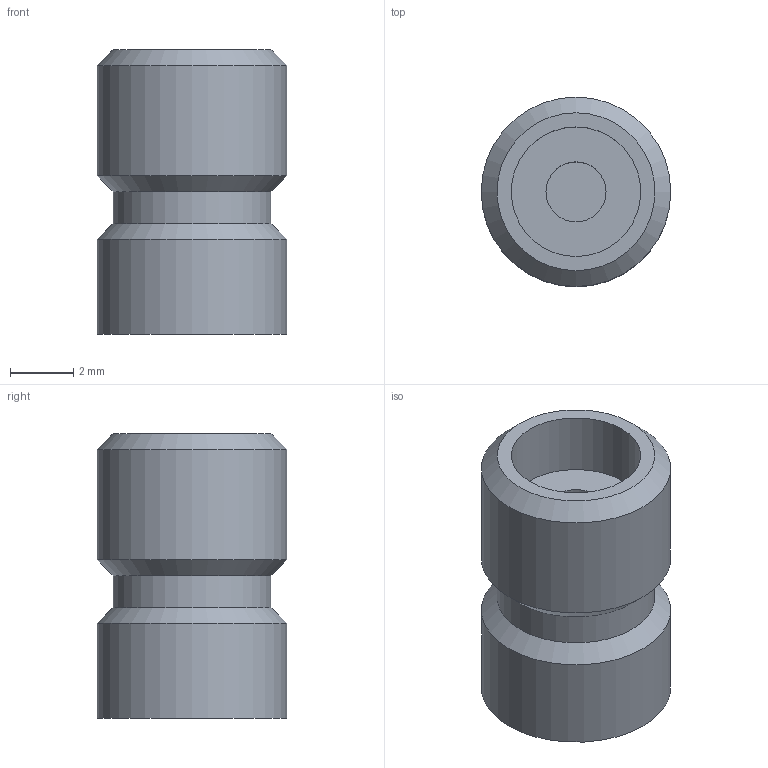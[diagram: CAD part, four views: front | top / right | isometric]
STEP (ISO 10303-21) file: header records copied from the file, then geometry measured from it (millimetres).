
FILE_DESCRIPTION(/* description */ (''),/* implementation_level */ '2;1');
FILE_NAME(/* name */ '',/* time_stamp */ '2025-07-17T22:16:21+09:00',/* author */ (''),/* organization */ (''),/* preprocessor_version */ 'ST-DEVELOPER v20.1',/* originating_system */ 'Autodesk Translation Framework v14.10.0.0',/* authorisation */ '');
FILE_SCHEMA (('AUTOMOTIVE_DESIGN { 1 0 10303 214 3 1 1 }'));
Length unit declared in the file: millimetre
Products named in the file (1): 5方向スイッチノブv0.02
Bounding box: 6 x 6 x 9 mm (x, y, z)
Volume: 194.8 mm3; surface area: 283.7 mm2
Topology: 1 solids, 1 shells, 29 faces, 55 edges, 31 vertices
Faces by surface type: plane 17, cylinder 9, cone 3
Full cylindrical faces by diameter (mm): 1.9 x1, 4.1 x1, 5 x1, 6 x2
Entity records: 748 total; most frequent: DIRECTION 130, CARTESIAN_POINT 116, ORIENTED_EDGE 110, EDGE_CURVE 55, AXIS2_PLACEMENT_3D 45, LINE 40, VECTOR 40, EDGE_LOOP 32
